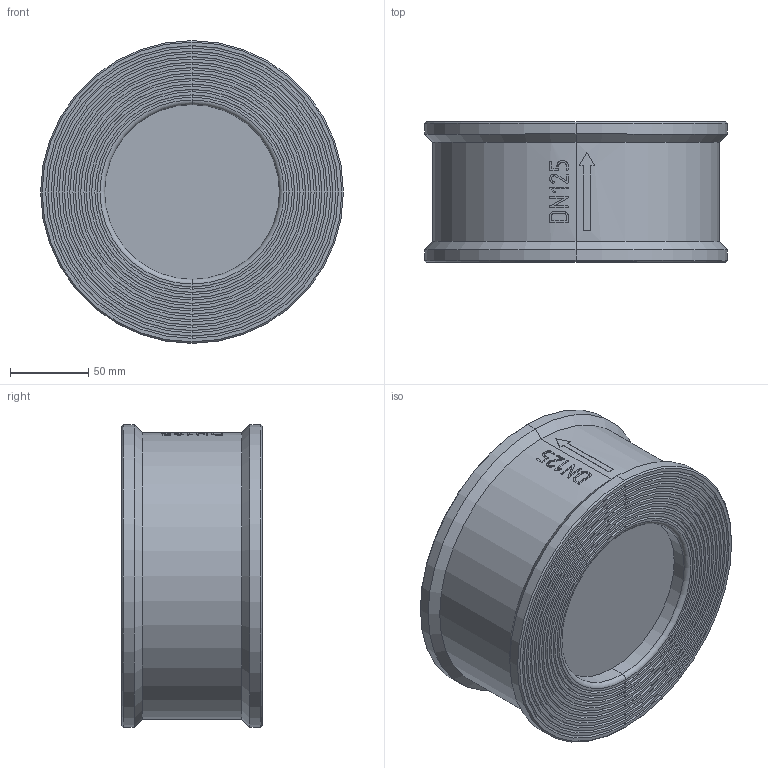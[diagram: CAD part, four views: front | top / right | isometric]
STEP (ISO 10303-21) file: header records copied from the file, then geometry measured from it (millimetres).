
FILE_DESCRIPTION (( 'STEP AP214' ), '1' );
FILE_NAME ('931 DN125.STEP', '2023-10-10T13:20:10', ( 'admin' ), ( 'Hewlett-Packard Company' ), 'SwSTEP 2.0', 'SolidWorks 2015', '' );
FILE_SCHEMA (( 'AUTOMOTIVE_DESIGN' ));
Length unit declared in the file: millimetre
Products named in the file (1): 931 DN125
Bounding box: 194 x 90 x 194 mm (x, y, z)
Volume: 2260998.8 mm3; surface area: 128563.1 mm2
Topology: 1 solids, 1 shells, 178 faces, 430 edges, 282 vertices
Faces by surface type: plane 60, bspline 52, torus 36, cylinder 22, cone 8
Entity records: 13399 total; most frequent: CARTESIAN_POINT 9523, ORIENTED_EDGE 860, DIRECTION 679, EDGE_CURVE 430, AXIS2_PLACEMENT_3D 301, VERTEX_POINT 282, EDGE_LOOP 206, B_SPLINE_CURVE_WITH_KNOTS 179
